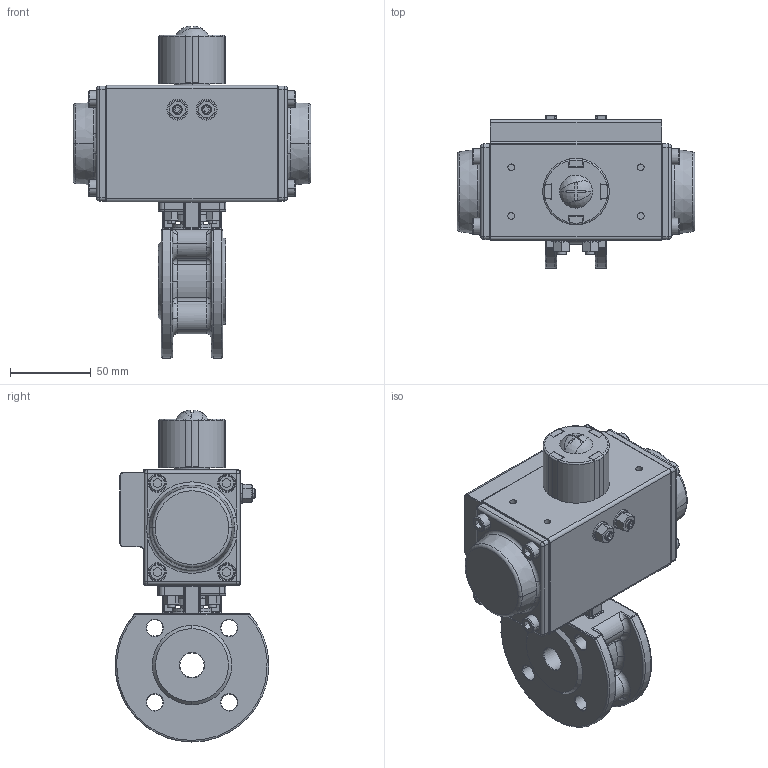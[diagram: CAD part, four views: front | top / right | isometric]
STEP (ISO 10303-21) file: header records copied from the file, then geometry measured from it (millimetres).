
FILE_DESCRIPTION(('HOOPS Exchange Step'),'2;1');
FILE_NAME('PK0701_DN15.stp','2025-05-09T10:25:07+02:00',('nieru'),('Unknown organisation'),'HOOPS Exchange 2024.2','HOOPS Exchange','Unknown authorisation');
FILE_SCHEMA( ('AP203_CONFIGURATION_CONTROLLED_3D_DESIGN_OF_MECHANICAL_PARTS_AND_ASSEMBLIES_MIM_LF') );
Length unit declared in the file: millimetre
Products named in the file (5): 0; root
Assembly tree (4 placements, depth 3):
  root
    0
      0
      0
      0
Bounding box: 147 x 94.73 x 205.15 mm (x, y, z)
Volume: 607017.1 mm3; surface area: 155211.9 mm2
Topology: 35 solids, 35 shells, 1572 faces, 3798 edges, 2291 vertices
Faces by surface type: cylinder 522, plane 500, cone 179, torus 165, bspline 152, sphere 54
Full cylindrical faces by diameter (mm): 5 x1, 13.97 x1, 15 x1
Entity records: 66320 total; most frequent: CARTESIAN_POINT 30637, ORIENTED_EDGE 7470, DIRECTION 7315, EDGE_CURVE 3735, AXIS2_PLACEMENT_3D 2863, VERTEX_POINT 2293, EDGE_LOOP 1714, FACE_BOUND 1714
